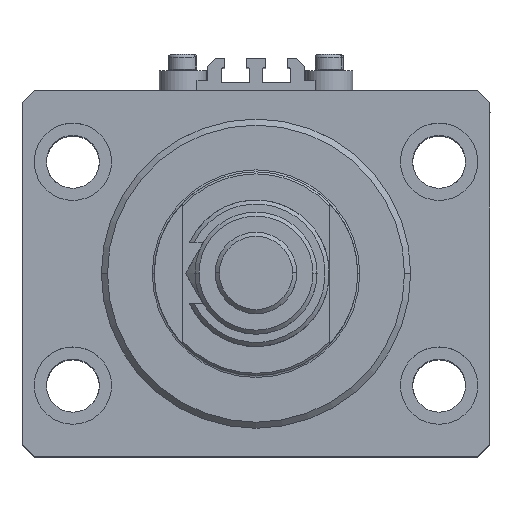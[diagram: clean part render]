
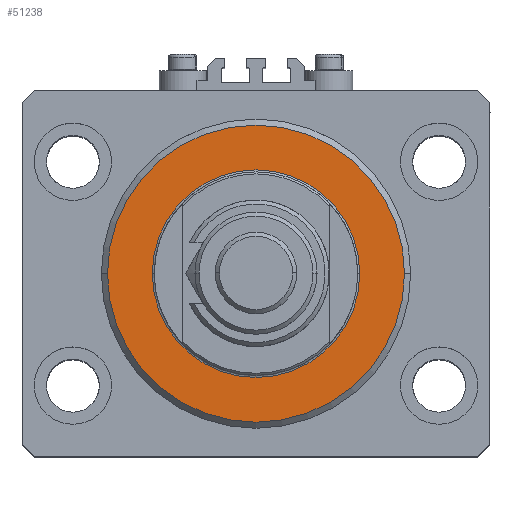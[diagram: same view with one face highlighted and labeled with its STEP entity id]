
A CAD part, top view. The second image highlights one B-rep face of the part: STEP entity #51238.
In plain terms, the highlighted face is planar.
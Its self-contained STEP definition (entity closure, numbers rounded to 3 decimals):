
#144 = DIRECTION ( 'NONE',  ( 1., 0., 0. ) ) ;
#465 = CIRCLE ( 'NONE', #12351, 25.5 ) ;
#1931 = VERTEX_POINT ( 'NONE', #51940 ) ;
#1959 = AXIS2_PLACEMENT_3D ( 'NONE', #25349, #48744, #12052 ) ;
#2684 = CARTESIAN_POINT ( 'NONE',  ( 0., 0., 0. ) ) ;
#2854 = ORIENTED_EDGE ( 'NONE', *, *, #23995, .T. ) ;
#2934 = CIRCLE ( 'NONE', #19871, 36.5 ) ;
#6379 = ORIENTED_EDGE ( 'NONE', *, *, #49911, .T. ) ;
#6675 = CARTESIAN_POINT ( 'NONE',  ( 36.5, 0., 0. ) ) ;
#8123 = PLANE ( 'NONE',  #11422 ) ;
#10198 = CARTESIAN_POINT ( 'NONE',  ( 0., 0., 0. ) ) ;
#11175 = DIRECTION ( 'NONE',  ( 1., 0., 0. ) ) ;
#11422 = AXIS2_PLACEMENT_3D ( 'NONE', #16084, #24358, #144 ) ;
#11861 = CARTESIAN_POINT ( 'NONE',  ( 0., 0., 0. ) ) ;
#12052 = DIRECTION ( 'NONE',  ( 1., 0., 0. ) ) ;
#12351 = AXIS2_PLACEMENT_3D ( 'NONE', #11861, #17609, #24097 ) ;
#14091 = EDGE_CURVE ( 'NONE', #1931, #46124, #21422, .T. ) ;
#16084 = CARTESIAN_POINT ( 'NONE',  ( 0., 0., 0. ) ) ;
#16272 = EDGE_LOOP ( 'NONE', ( #20075, #6379 ) ) ;
#17609 = DIRECTION ( 'NONE',  ( 0., 0., 1. ) ) ;
#19871 = AXIS2_PLACEMENT_3D ( 'NONE', #10198, #50348, #22163 ) ;
#20075 = ORIENTED_EDGE ( 'NONE', *, *, #47994, .T. ) ;
#21422 = CIRCLE ( 'NONE', #33283, 25.5 ) ;
#22163 = DIRECTION ( 'NONE',  ( 1., 0., 0. ) ) ;
#23995 = EDGE_CURVE ( 'NONE', #46124, #1931, #465, .T. ) ;
#24097 = DIRECTION ( 'NONE',  ( 1., 0., 0. ) ) ;
#24358 = DIRECTION ( 'NONE',  ( 0., 0., 1. ) ) ;
#25349 = CARTESIAN_POINT ( 'NONE',  ( 0., 0., 0. ) ) ;
#29541 = VERTEX_POINT ( 'NONE', #43790 ) ;
#30842 = ORIENTED_EDGE ( 'NONE', *, *, #14091, .T. ) ;
#33283 = AXIS2_PLACEMENT_3D ( 'NONE', #2684, #35107, #11175 ) ;
#35107 = DIRECTION ( 'NONE',  ( 0., 0., 1. ) ) ;
#40012 = FACE_OUTER_BOUND ( 'NONE', #16272, .T. ) ;
#42543 = EDGE_LOOP ( 'NONE', ( #2854, #30842 ) ) ;
#43092 = CARTESIAN_POINT ( 'NONE',  ( 25.5, 0., 0. ) ) ;
#43790 = CARTESIAN_POINT ( 'NONE',  ( -36.5, 0., 0. ) ) ;
#44420 = CIRCLE ( 'NONE', #1959, 36.5 ) ;
#44532 = FACE_BOUND ( 'NONE', #42543, .T. ) ;
#46124 = VERTEX_POINT ( 'NONE', #43092 ) ;
#47994 = EDGE_CURVE ( 'NONE', #50328, #29541, #44420, .T. ) ;
#48744 = DIRECTION ( 'NONE',  ( 0., 0., -1. ) ) ;
#49911 = EDGE_CURVE ( 'NONE', #29541, #50328, #2934, .T. ) ;
#50328 = VERTEX_POINT ( 'NONE', #6675 ) ;
#50348 = DIRECTION ( 'NONE',  ( 0., 0., -1. ) ) ;
#51238 = ADVANCED_FACE ( 'NONE', ( #44532, #40012 ), #8123, .F. ) ;
#51940 = CARTESIAN_POINT ( 'NONE',  ( -25.5, 0., 0. ) ) ;
